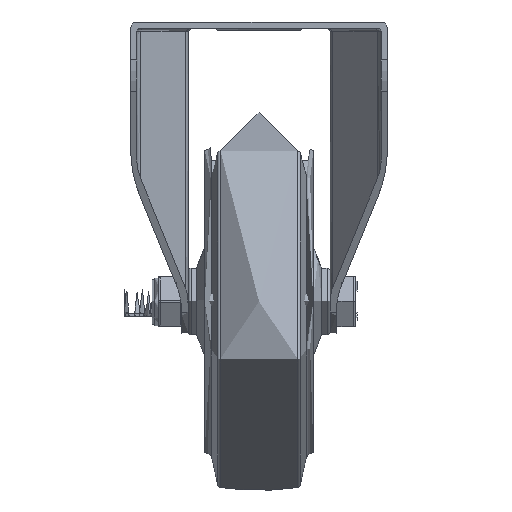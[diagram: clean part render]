
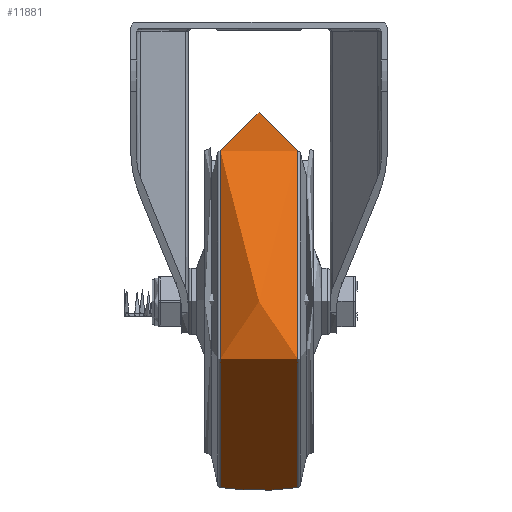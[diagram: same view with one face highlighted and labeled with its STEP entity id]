
A CAD part, left-side view. The second image highlights one B-rep face of the part: STEP entity #11881.
In plain terms, the highlighted free-form (B-spline) face has degree [2, 2] with [3, 9] control points.
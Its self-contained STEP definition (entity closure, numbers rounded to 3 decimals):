
#1410=(
BOUNDED_SURFACE()
B_SPLINE_SURFACE(2,2,((#16881,#16882,#16883,#16884,#16885,#16886,#16887,
#16888,#16889),(#16890,#16891,#16892,#16893,#16894,#16895,#16896,#16897,
#16898),(#16899,#16900,#16901,#16902,#16903,#16904,#16905,#16906,#16907)),
 .UNSPECIFIED.,.F.,.T.,.F.)
B_SPLINE_SURFACE_WITH_KNOTS((3,3),(3,2,2,2,3),(-0.14,0.14),
(-3.142,-1.571,0.,1.571,3.142),
 .UNSPECIFIED.)
GEOMETRIC_REPRESENTATION_ITEM()
RATIONAL_B_SPLINE_SURFACE(((1.,0.707,1.,0.707,1.,
0.707,1.,0.707,1.),(0.99,0.7,
0.99,0.7,0.99,0.7,0.99,
0.7,0.99),(1.,0.707,1.,0.707,
1.,0.707,1.,0.707,1.)))
REPRESENTATION_ITEM('')
SURFACE()
);
#1459=FACE_OUTER_BOUND('',#2203,.T.);
#2203=EDGE_LOOP('',(#8126,#8127,#8128,#8129));
#4719=CIRCLE('',#12818,61.6);
#4720=CIRCLE('',#12819,91.625);
#4721=CIRCLE('',#12820,61.6);
#5158=VERTEX_POINT('',#16878);
#5159=VERTEX_POINT('',#16908);
#6333=EDGE_CURVE('',#5158,#5158,#4719,.T.);
#6334=EDGE_CURVE('',#5158,#5159,#4720,.T.);
#6335=EDGE_CURVE('',#5159,#5159,#4721,.T.);
#8126=ORIENTED_EDGE('',*,*,#6333,.F.);
#8127=ORIENTED_EDGE('',*,*,#6334,.T.);
#8128=ORIENTED_EDGE('',*,*,#6335,.T.);
#8129=ORIENTED_EDGE('',*,*,#6334,.F.);
#11881=ADVANCED_FACE('',(#1459),#1410,.F.);
#12818=AXIS2_PLACEMENT_3D('',#16880,#13917,#13918);
#12819=AXIS2_PLACEMENT_3D('',#16909,#13919,#13920);
#12820=AXIS2_PLACEMENT_3D('',#16910,#13921,#13922);
#13917=DIRECTION('center_axis',(0.,1.,0.));
#13918=DIRECTION('ref_axis',(0.,0.,
1.));
#13919=DIRECTION('center_axis',(-1.,0.,0.));
#13920=DIRECTION('ref_axis',(0.,0.,
-1.));
#13921=DIRECTION('center_axis',(0.,1.,0.));
#13922=DIRECTION('ref_axis',(0.,0.,
1.));
#16878=CARTESIAN_POINT('',(0.,12.81,-61.6));
#16880=CARTESIAN_POINT('Origin',(0.,12.81,
0.));
#16881=CARTESIAN_POINT('Ctrl Pts',(0.,-12.81,
-61.6));
#16882=CARTESIAN_POINT('Ctrl Pts',(-61.6,-12.81,
-61.6));
#16883=CARTESIAN_POINT('Ctrl Pts',(-61.6,-12.81,
0.));
#16884=CARTESIAN_POINT('Ctrl Pts',(-61.6,-12.81,
61.6));
#16885=CARTESIAN_POINT('Ctrl Pts',(0.,-12.81,
61.6));
#16886=CARTESIAN_POINT('Ctrl Pts',(61.6,-12.81,61.6));
#16887=CARTESIAN_POINT('Ctrl Pts',(61.6,-12.81,0.));
#16888=CARTESIAN_POINT('Ctrl Pts',(61.6,-12.81,-61.6));
#16889=CARTESIAN_POINT('Ctrl Pts',(0.,-12.81,
-61.6));
#16890=CARTESIAN_POINT('Ctrl Pts',(0.,0.,
-63.409));
#16891=CARTESIAN_POINT('Ctrl Pts',(-63.409,0.,
-63.409));
#16892=CARTESIAN_POINT('Ctrl Pts',(-63.409,0.,
0.));
#16893=CARTESIAN_POINT('Ctrl Pts',(-63.409,0.,
63.409));
#16894=CARTESIAN_POINT('Ctrl Pts',(0.,0.,
63.409));
#16895=CARTESIAN_POINT('Ctrl Pts',(63.409,0.,
63.409));
#16896=CARTESIAN_POINT('Ctrl Pts',(63.409,0.,
0.));
#16897=CARTESIAN_POINT('Ctrl Pts',(63.409,0.,
-63.409));
#16898=CARTESIAN_POINT('Ctrl Pts',(0.,0.,
-63.409));
#16899=CARTESIAN_POINT('Ctrl Pts',(0.,12.81,
-61.6));
#16900=CARTESIAN_POINT('Ctrl Pts',(-61.6,12.81,-61.6));
#16901=CARTESIAN_POINT('Ctrl Pts',(-61.6,12.81,0.));
#16902=CARTESIAN_POINT('Ctrl Pts',(-61.6,12.81,61.6));
#16903=CARTESIAN_POINT('Ctrl Pts',(0.,12.81,
61.6));
#16904=CARTESIAN_POINT('Ctrl Pts',(61.6,12.81,61.6));
#16905=CARTESIAN_POINT('Ctrl Pts',(61.6,12.81,0.));
#16906=CARTESIAN_POINT('Ctrl Pts',(61.6,12.81,-61.6));
#16907=CARTESIAN_POINT('Ctrl Pts',(0.,12.81,
-61.6));
#16908=CARTESIAN_POINT('',(0.,-12.81,-61.6));
#16909=CARTESIAN_POINT('Origin',(0.,0.,
29.125));
#16910=CARTESIAN_POINT('Origin',(0.,-12.81,
0.));
